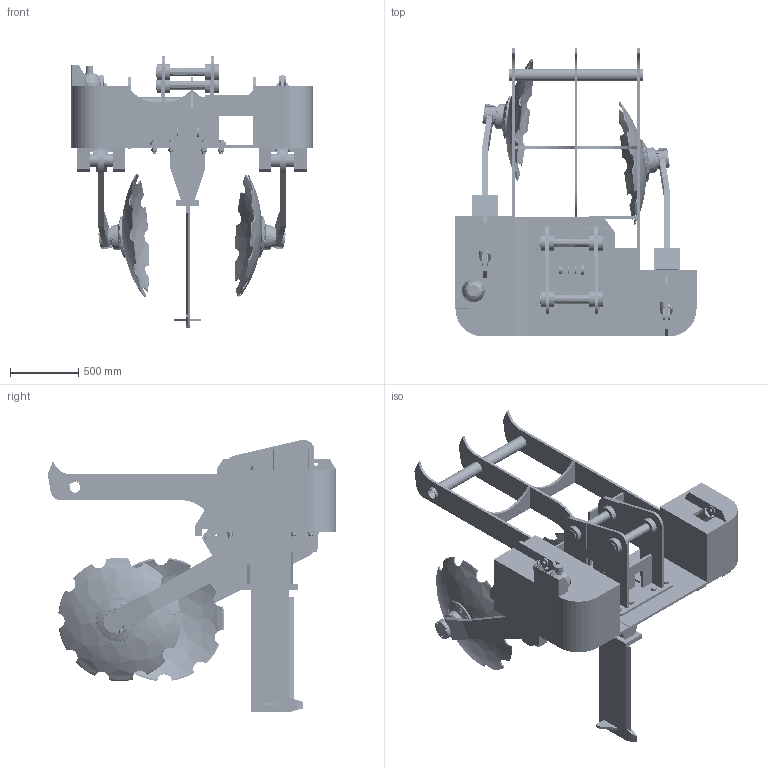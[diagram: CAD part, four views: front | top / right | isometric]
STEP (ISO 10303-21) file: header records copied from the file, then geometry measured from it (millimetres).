
FILE_DESCRIPTION(('FreeCAD Model'),'2;1');
FILE_NAME('Open CASCADE Shape Model','2025-05-09T17:39:46',('FreeCAD'),( 'FreeCAD'),'Open CASCADE STEP processor 7.6','FreeCAD','Unknown');
FILE_SCHEMA(('AUTOMOTIVE_DESIGN { 1 0 10303 214 1 1 1 1 }'));
Products named in the file (1): Open CASCADE STEP translator 7.6 1
Bounding box: 1770 x 2120 x 2000.29 mm (x, y, z)
Surface area: 25887777.2 mm2 (no closed solid volume)
Topology: 0 solids, 3247 shells, 3247 faces, 57651 edges, 57640 vertices
Faces by surface type: bspline 1704, revolution 1543
Entity records: 528860 total; most frequent: CARTESIAN_POINT 247598, ORIENTED_EDGE 57640, EDGE_CURVE 57640, VERTEX_POINT 57640, B_SPLINE_CURVE_WITH_KNOTS 46812, DIRECTION 16364, LINE 8799, VECTOR 8799
